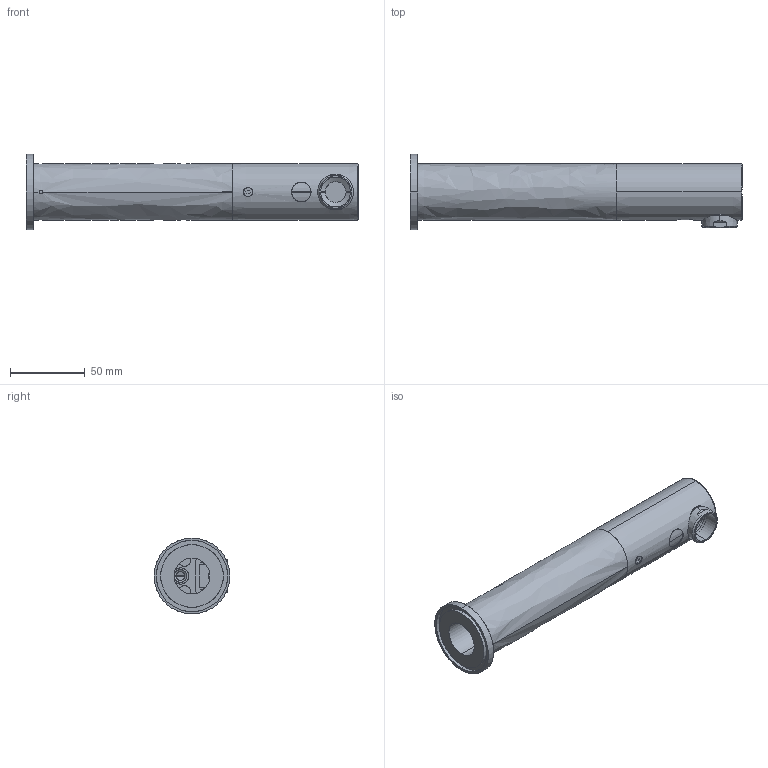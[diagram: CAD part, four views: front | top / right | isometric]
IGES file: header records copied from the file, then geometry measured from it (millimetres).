
Start section: SolidWorks IGES file using analytic representation for surfaces
Global section: file name: S38 Wall Mount.IGS; native system: SolidWorks 2021; preprocessor: SolidWorks 2021; author: karl; date: 210824.114128; units: millimetre
Bounding box: 222.6 x 50.8 x 50.8 mm (x, y, z)
Surface area: 68552 mm2 (no closed solid volume)
Topology: 0 solids, 0 shells, 211 faces, 3775 edges, 3775 vertices
Faces by surface type: bspline 123, revolution 88
